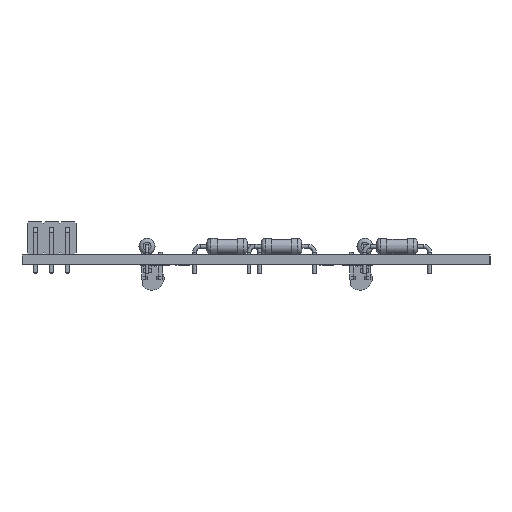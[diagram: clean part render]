
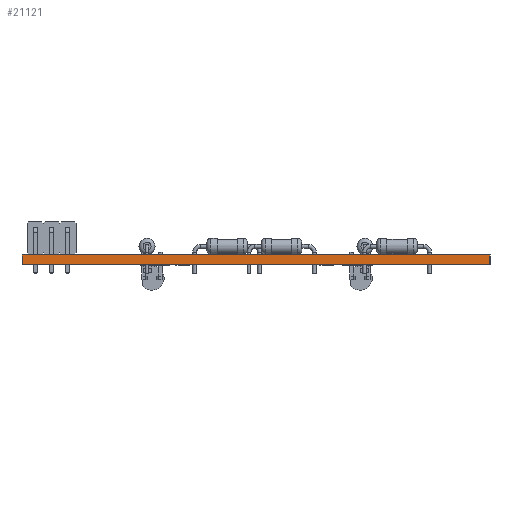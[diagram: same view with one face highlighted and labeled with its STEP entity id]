
A CAD part, left-side view. The second image highlights one B-rep face of the part: STEP entity #21121.
In plain terms, the highlighted planar face has unit normal (-1, 0, 0).
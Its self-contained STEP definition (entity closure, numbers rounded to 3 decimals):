
#19958 = VERTEX_POINT('',#19959);
#19959 = CARTESIAN_POINT('',(37.5,-25.5,0.));
#19965 = EDGE_CURVE('',#19966,#19958,#19968,.T.);
#19966 = VERTEX_POINT('',#19967);
#19967 = CARTESIAN_POINT('',(37.5,-98.5,0.));
#19968 = LINE('',#19969,#19970);
#19969 = CARTESIAN_POINT('',(37.5,-98.5,0.));
#19970 = VECTOR('',#19971,1.);
#19971 = DIRECTION('',(0.,1.,0.));
#20526 = VERTEX_POINT('',#20527);
#20527 = CARTESIAN_POINT('',(37.5,-25.5,1.51));
#20533 = EDGE_CURVE('',#20534,#20526,#20536,.T.);
#20534 = VERTEX_POINT('',#20535);
#20535 = CARTESIAN_POINT('',(37.5,-98.5,1.51));
#20536 = LINE('',#20537,#20538);
#20537 = CARTESIAN_POINT('',(37.5,-98.5,1.51));
#20538 = VECTOR('',#20539,1.);
#20539 = DIRECTION('',(0.,1.,0.));
#21091 = EDGE_CURVE('',#19958,#20526,#21092,.T.);
#21092 = LINE('',#21093,#21094);
#21093 = CARTESIAN_POINT('',(37.5,-25.5,0.));
#21094 = VECTOR('',#21095,1.);
#21095 = DIRECTION('',(0.,0.,1.));
#21121 = ADVANCED_FACE('',(#21122),#21133,.T.);
#21122 = FACE_BOUND('',#21123,.T.);
#21123 = EDGE_LOOP('',(#21124,#21130,#21131,#21132));
#21124 = ORIENTED_EDGE('',*,*,#21125,.T.);
#21125 = EDGE_CURVE('',#19966,#20534,#21126,.T.);
#21126 = LINE('',#21127,#21128);
#21127 = CARTESIAN_POINT('',(37.5,-98.5,0.));
#21128 = VECTOR('',#21129,1.);
#21129 = DIRECTION('',(0.,0.,1.));
#21130 = ORIENTED_EDGE('',*,*,#20533,.T.);
#21131 = ORIENTED_EDGE('',*,*,#21091,.F.);
#21132 = ORIENTED_EDGE('',*,*,#19965,.F.);
#21133 = PLANE('',#21134);
#21134 = AXIS2_PLACEMENT_3D('',#21135,#21136,#21137);
#21135 = CARTESIAN_POINT('',(37.5,-98.5,0.));
#21136 = DIRECTION('',(-1.,0.,0.));
#21137 = DIRECTION('',(0.,1.,0.));
